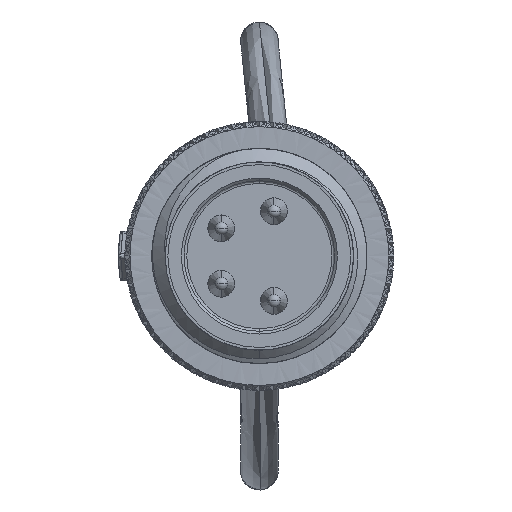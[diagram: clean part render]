
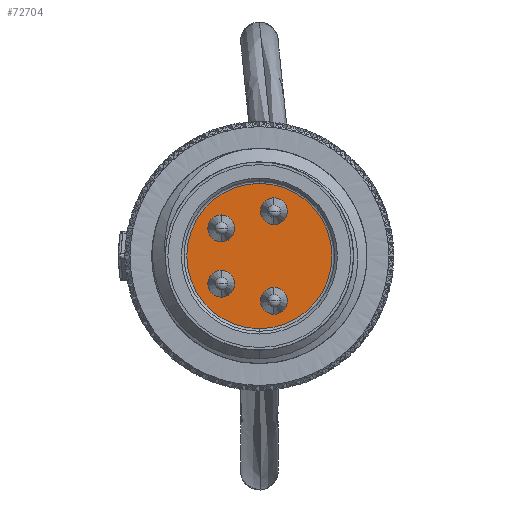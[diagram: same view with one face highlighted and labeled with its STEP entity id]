
A CAD part, left-side view. The second image highlights one B-rep face of the part: STEP entity #72704.
In plain terms, the highlighted planar face has unit normal (-1, 0, 0).
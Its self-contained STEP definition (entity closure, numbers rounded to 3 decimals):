
#1059 = CIRCLE ( 'NONE', #56281, 0.5 ) ;
#4809 = CIRCLE ( 'NONE', #87596, 0.5 ) ;
#7048 = EDGE_CURVE ( 'NONE', #116913, #24247, #124931, .T. ) ;
#7731 = FACE_BOUND ( 'NONE', #118283, .T. ) ;
#7964 = DIRECTION ( 'NONE',  ( 1., 0., 0. ) ) ;
#8656 = CIRCLE ( 'NONE', #36303, 2.7 ) ;
#15510 = EDGE_LOOP ( 'NONE', ( #111166, #52452 ) ) ;
#16898 = DIRECTION ( 'NONE',  ( 1., 0., 0. ) ) ;
#17994 = CIRCLE ( 'NONE', #67759, 0.5 ) ;
#19437 = ORIENTED_EDGE ( 'NONE', *, *, #90626, .T. ) ;
#20677 = FACE_BOUND ( 'NONE', #15510, .T. ) ;
#22165 = ORIENTED_EDGE ( 'NONE', *, *, #165245, .T. ) ;
#24247 = VERTEX_POINT ( 'NONE', #159346 ) ;
#36303 = AXIS2_PLACEMENT_3D ( 'NONE', #66712, #119485, #57768 ) ;
#37719 = VERTEX_POINT ( 'NONE', #74808 ) ;
#40463 = AXIS2_PLACEMENT_3D ( 'NONE', #114120, #166823, #143467 ) ;
#41511 = EDGE_LOOP ( 'NONE', ( #63455, #167705 ) ) ;
#41565 = DIRECTION ( 'NONE',  ( -1., 0., 0. ) ) ;
#42423 = EDGE_CURVE ( 'NONE', #63325, #37719, #8656, .T. ) ;
#44370 = VERTEX_POINT ( 'NONE', #84602 ) ;
#44883 = EDGE_LOOP ( 'NONE', ( #158951, #144806 ) ) ;
#48265 = CARTESIAN_POINT ( 'NONE',  ( 0., 1.416, -1.029 ) ) ;
#49979 = DIRECTION ( 'NONE',  ( 1., 0., 0. ) ) ;
#52452 = ORIENTED_EDGE ( 'NONE', *, *, #121851, .T. ) ;
#53471 = CARTESIAN_POINT ( 'NONE',  ( 0., -0.541, -1.164 ) ) ;
#56281 = AXIS2_PLACEMENT_3D ( 'NONE', #130066, #76439, #145565 ) ;
#56860 = DIRECTION ( 'NONE',  ( 0., 0., -1. ) ) ;
#57768 = DIRECTION ( 'NONE',  ( 0., 0., -1. ) ) ;
#57937 = VERTEX_POINT ( 'NONE', #161740 ) ;
#58370 = CARTESIAN_POINT ( 'NONE',  ( 0., 0., -2.7 ) ) ;
#58572 = CARTESIAN_POINT ( 'NONE',  ( 0., -0.541, 1.664 ) ) ;
#59106 = CARTESIAN_POINT ( 'NONE',  ( 0., -0.541, -1.664 ) ) ;
#60694 = CARTESIAN_POINT ( 'NONE',  ( 0., -0.541, 1.664 ) ) ;
#63325 = VERTEX_POINT ( 'NONE', #58370 ) ;
#63455 = ORIENTED_EDGE ( 'NONE', *, *, #42423, .T. ) ;
#63800 = CIRCLE ( 'NONE', #149472, 0.5 ) ;
#64053 = CARTESIAN_POINT ( 'NONE',  ( 0., -0.541, -2.164 ) ) ;
#64928 = EDGE_CURVE ( 'NONE', #37719, #63325, #108655, .T. ) ;
#66712 = CARTESIAN_POINT ( 'NONE',  ( 0., 0., 0. ) ) ;
#67759 = AXIS2_PLACEMENT_3D ( 'NONE', #58572, #162365, #56860 ) ;
#72704 = ADVANCED_FACE ( 'NONE', ( #88974, #139194, #20677, #126260, #7731 ), #127104, .F. ) ;
#72864 = DIRECTION ( 'NONE',  ( 0., 0., -1. ) ) ;
#74808 = CARTESIAN_POINT ( 'NONE',  ( 0., 0., 2.7 ) ) ;
#74944 = EDGE_LOOP ( 'NONE', ( #134473, #22165 ) ) ;
#75761 = AXIS2_PLACEMENT_3D ( 'NONE', #86655, #7964, #72864 ) ;
#76439 = DIRECTION ( 'NONE',  ( 1., 0., 0. ) ) ;
#78614 = CIRCLE ( 'NONE', #128251, 0.5 ) ;
#82625 = CARTESIAN_POINT ( 'NONE',  ( 0., 1.416, 1.029 ) ) ;
#82938 = VERTEX_POINT ( 'NONE', #114871 ) ;
#84602 = CARTESIAN_POINT ( 'NONE',  ( 0., 1.416, -1.529 ) ) ;
#86655 = CARTESIAN_POINT ( 'NONE',  ( 0., -0.541, -1.664 ) ) ;
#87596 = AXIS2_PLACEMENT_3D ( 'NONE', #48265, #49979, #140843 ) ;
#88974 = FACE_OUTER_BOUND ( 'NONE', #41511, .T. ) ;
#90626 = EDGE_CURVE ( 'NONE', #24247, #116913, #107315, .T. ) ;
#90749 = AXIS2_PLACEMENT_3D ( 'NONE', #82625, #16898, #124989 ) ;
#91889 = CARTESIAN_POINT ( 'NONE',  ( 0., 1.416, 1.529 ) ) ;
#92803 = ORIENTED_EDGE ( 'NONE', *, *, #7048, .T. ) ;
#94503 = AXIS2_PLACEMENT_3D ( 'NONE', #122560, #160578, #158873 ) ;
#99580 = DIRECTION ( 'NONE',  ( 1., 0., 0. ) ) ;
#99681 = DIRECTION ( 'NONE',  ( 0., 0., -1. ) ) ;
#101299 = DIRECTION ( 'NONE',  ( 0., 0., -1. ) ) ;
#101944 = EDGE_CURVE ( 'NONE', #114366, #116278, #63800, .T. ) ;
#107315 = CIRCLE ( 'NONE', #90749, 0.5 ) ;
#108655 = CIRCLE ( 'NONE', #166653, 2.7 ) ;
#111166 = ORIENTED_EDGE ( 'NONE', *, *, #101944, .T. ) ;
#112706 = DIRECTION ( 'NONE',  ( 1., 0., 0. ) ) ;
#114120 = CARTESIAN_POINT ( 'NONE',  ( 0., 2.8, 0. ) ) ;
#114366 = VERTEX_POINT ( 'NONE', #53471 ) ;
#114871 = CARTESIAN_POINT ( 'NONE',  ( 0., -0.541, 2.164 ) ) ;
#116278 = VERTEX_POINT ( 'NONE', #64053 ) ;
#116913 = VERTEX_POINT ( 'NONE', #91889 ) ;
#118283 = EDGE_LOOP ( 'NONE', ( #92803, #19437 ) ) ;
#119485 = DIRECTION ( 'NONE',  ( -1., 0., 0. ) ) ;
#120809 = EDGE_CURVE ( 'NONE', #57937, #44370, #1059, .T. ) ;
#121851 = EDGE_CURVE ( 'NONE', #116278, #114366, #161333, .T. ) ;
#122560 = CARTESIAN_POINT ( 'NONE',  ( 0., 1.416, 1.029 ) ) ;
#123149 = EDGE_CURVE ( 'NONE', #82938, #153785, #17994, .T. ) ;
#124931 = CIRCLE ( 'NONE', #94503, 0.5 ) ;
#124989 = DIRECTION ( 'NONE',  ( 0., 0., -1. ) ) ;
#126260 = FACE_BOUND ( 'NONE', #74944, .T. ) ;
#127104 = PLANE ( 'NONE',  #40463 ) ;
#128251 = AXIS2_PLACEMENT_3D ( 'NONE', #60694, #99580, #101299 ) ;
#130066 = CARTESIAN_POINT ( 'NONE',  ( 0., 1.416, -1.029 ) ) ;
#134473 = ORIENTED_EDGE ( 'NONE', *, *, #123149, .T. ) ;
#137869 = EDGE_CURVE ( 'NONE', #44370, #57937, #4809, .T. ) ;
#139194 = FACE_BOUND ( 'NONE', #44883, .T. ) ;
#140843 = DIRECTION ( 'NONE',  ( 0., 0., -1. ) ) ;
#143467 = DIRECTION ( 'NONE',  ( 0., 0., -1. ) ) ;
#144806 = ORIENTED_EDGE ( 'NONE', *, *, #137869, .T. ) ;
#145565 = DIRECTION ( 'NONE',  ( 0., 0., -1. ) ) ;
#146233 = DIRECTION ( 'NONE',  ( 0., 0., -1. ) ) ;
#149472 = AXIS2_PLACEMENT_3D ( 'NONE', #59106, #112706, #99681 ) ;
#153785 = VERTEX_POINT ( 'NONE', #161463 ) ;
#158369 = CARTESIAN_POINT ( 'NONE',  ( 0., 0., 0. ) ) ;
#158873 = DIRECTION ( 'NONE',  ( 0., 0., -1. ) ) ;
#158951 = ORIENTED_EDGE ( 'NONE', *, *, #120809, .T. ) ;
#159346 = CARTESIAN_POINT ( 'NONE',  ( 0., 1.416, 0.529 ) ) ;
#160578 = DIRECTION ( 'NONE',  ( 1., 0., 0. ) ) ;
#161333 = CIRCLE ( 'NONE', #75761, 0.5 ) ;
#161463 = CARTESIAN_POINT ( 'NONE',  ( 0., -0.541, 1.164 ) ) ;
#161740 = CARTESIAN_POINT ( 'NONE',  ( 0., 1.416, -0.529 ) ) ;
#162365 = DIRECTION ( 'NONE',  ( 1., 0., 0. ) ) ;
#165245 = EDGE_CURVE ( 'NONE', #153785, #82938, #78614, .T. ) ;
#166653 = AXIS2_PLACEMENT_3D ( 'NONE', #158369, #41565, #146233 ) ;
#166823 = DIRECTION ( 'NONE',  ( 1., 0., 0. ) ) ;
#167705 = ORIENTED_EDGE ( 'NONE', *, *, #64928, .T. ) ;
